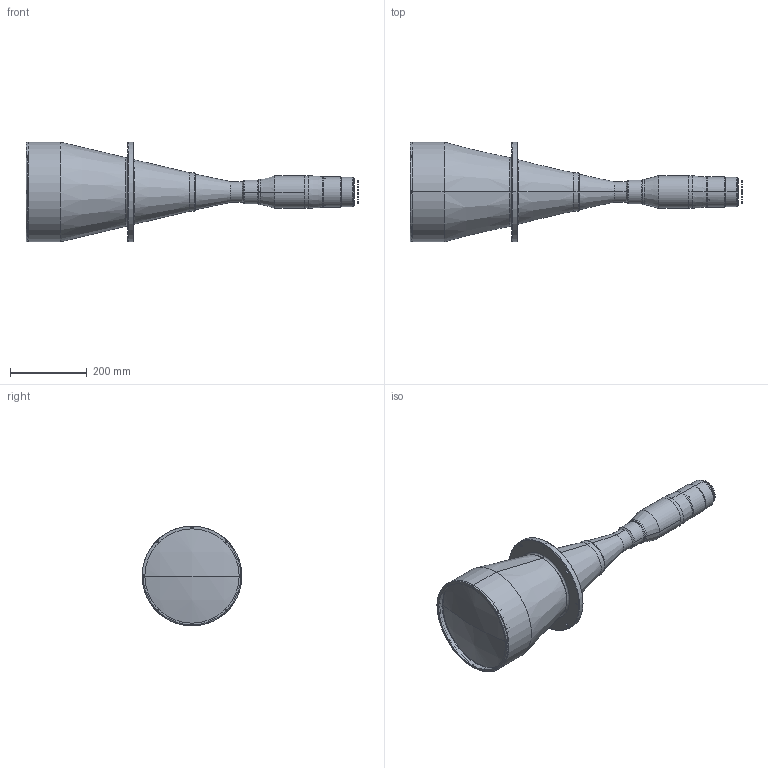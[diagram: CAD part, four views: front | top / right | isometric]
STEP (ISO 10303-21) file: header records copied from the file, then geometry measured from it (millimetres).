
FILE_DESCRIPTION (( 'STEP AP214' ), '1' );
FILE_NAME ('TC12K192.STEP', '2014-04-10T10:51:32', ( 'user' ), ( '' ), 'SwSTEP 2.0', 'SolidWorks 2013', '' );
FILE_SCHEMA (( 'AUTOMOTIVE_DESIGN' ));
Length unit declared in the file: millimetre
Products named in the file (1): TC12K192
Bounding box: 865.1 x 260 x 260 mm (x, y, z)
Surface area: 548897.7 mm2 (no closed solid volume)
Topology: 0 solids, 14 shells, 179 faces, 518 edges, 359 vertices
Faces by surface type: cylinder 95, plane 45, cone 24, torus 13, sphere 2
Entity records: 8510 total; most frequent: CARTESIAN_POINT 1541, DIRECTION 1133, ORIENTED_EDGE 924, EDGE_CURVE 518, AXIS2_PLACEMENT_3D 467, VERTEX_POINT 359, CIRCLE 287, EDGE_LOOP 242
